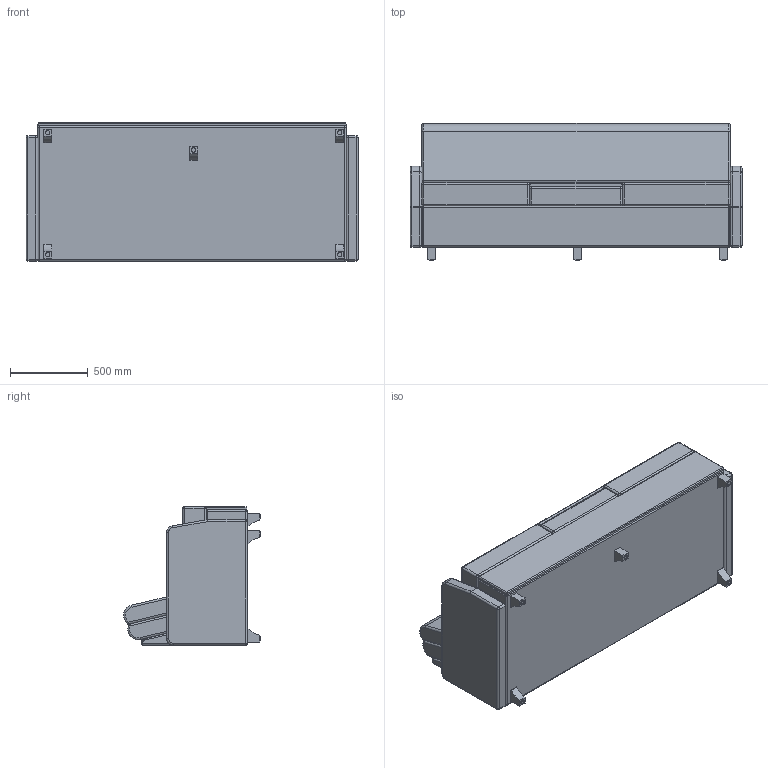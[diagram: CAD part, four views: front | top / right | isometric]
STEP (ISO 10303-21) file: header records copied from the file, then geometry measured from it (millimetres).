
FILE_DESCRIPTION(/* description */ (''),/* implementation_level */ '2;1');
FILE_NAME(/* name */ 'MM1678LFF.stp',/* time_stamp */ '2019-05-29T13:10:59-04:00',/* author */ ('jbosley'),/* organization */ (''),/* preprocessor_version */ 'ST-DEVELOPER v16.13',/* originating_system */ 'Autodesk Inventor 2018',/* authorisation */ '');
FILE_SCHEMA (('AUTOMOTIVE_DESIGN { 1 0 10303 214 3 1 1 }'));
Length unit declared in the file: inch
Products named in the file (11): MM1678LFF; UBASE 1278LF; 1278 REAR BACK; 1278 FRONT BACK; LEG WBO SQ 14-1; GLIDE APFAA06-1; 1278-F80; USEAT 1778; CNSL 1778; 1778C-TP; MM1276 ARM
Assembly tree (20 placements, depth 2):
  MM1678LFF
    UBASE 1278LF
    USEAT 1778  x2
    1278 REAR BACK
    1278 FRONT BACK
    LEG WBO SQ 14-1  x5
    GLIDE APFAA06-1  x5
    1278-F80
    CNSL 1778
    1778C-TP
    MM1276 ARM  x2
Bounding box: 2133.6 x 880.47 x 889 mm (x, y, z)
Volume: 996271526.1 mm3; surface area: 18669772.4 mm2
Topology: 20 solids, 20 shells, 378 faces, 750 edges, 415 vertices
Faces by surface type: cylinder 166, plane 115, sphere 60, torus 24, bspline 8, cone 5
Full cylindrical faces by diameter (mm): 4.762 x5, 9.525 x5, 19.05 x5, 28.575 x5
Entity records: 6891 total; most frequent: DIRECTION 1287, CARTESIAN_POINT 1177, ORIENTED_EDGE 982, AXIS2_PLACEMENT_3D 524, EDGE_CURVE 491, VERTEX_POINT 266, EDGE_LOOP 259, FACE_OUTER_BOUND 251
